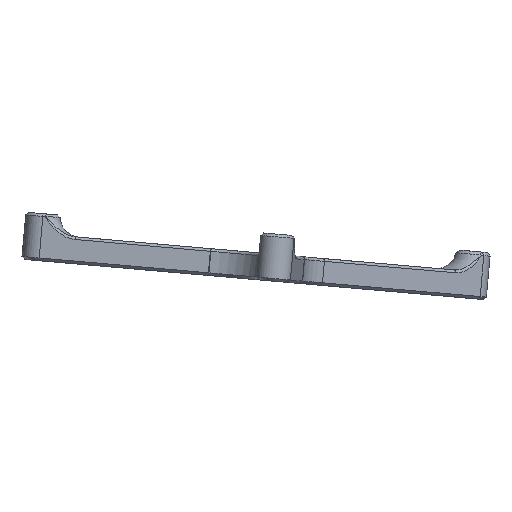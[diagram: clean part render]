
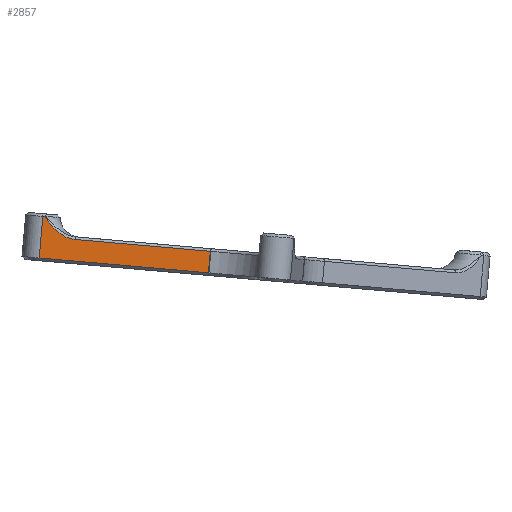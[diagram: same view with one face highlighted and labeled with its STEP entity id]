
A CAD part, left-side view. The second image highlights one B-rep face of the part: STEP entity #2857.
In plain terms, the highlighted planar face has unit normal (-1, 0.021, 0.002).
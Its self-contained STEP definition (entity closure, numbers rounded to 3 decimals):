
#41 = CARTESIAN_POINT ( 'NONE',  ( 53.354, 27.282, 29.592 ) ) ;
#119 = DIRECTION ( 'NONE',  ( -0.02, -1., 0. ) ) ;
#158 = DIRECTION ( 'NONE',  ( -1., 0.02, 0.002 ) ) ;
#453 = CARTESIAN_POINT ( 'NONE',  ( 53.843, 50.552, 36.568 ) ) ;
#471 = CARTESIAN_POINT ( 'NONE',  ( 53.354, 26.968, 33.178 ) ) ;
#552 = EDGE_CURVE ( 'NONE', #5254, #6448, #3552, .T. ) ;
#566 = CARTESIAN_POINT ( 'NONE',  ( 53.866, 51.55, 37.939 ) ) ;
#843 = VECTOR ( 'NONE', #3501, 1000. ) ;
#1109 = LINE ( 'NONE', #2919, #843 ) ;
#1147 = LINE ( 'NONE', #471, #5220 ) ;
#1308 = CARTESIAN_POINT ( 'NONE',  ( 53.873, 51.865, 37.966 ) ) ;
#1359 = VERTEX_POINT ( 'NONE', #41 ) ;
#1371 = VERTEX_POINT ( 'NONE', #3310 ) ;
#1565 = VERTEX_POINT ( 'NONE', #6000 ) ;
#1594 = VECTOR ( 'NONE', #5604, 1000. ) ;
#1852 = CARTESIAN_POINT ( 'NONE',  ( 53.873, 55.725, -6.159 ) ) ;
#1938 = VERTEX_POINT ( 'NONE', #4505 ) ;
#1962 = LINE ( 'NONE', #5482, #1594 ) ;
#2009 = VECTOR ( 'NONE', #4771, 1000. ) ;
#2091 = ORIENTED_EDGE ( 'NONE', *, *, #2765, .T. ) ;
#2153 = ORIENTED_EDGE ( 'NONE', *, *, #7288, .T. ) ;
#2202 = ORIENTED_EDGE ( 'NONE', *, *, #552, .T. ) ;
#2235 = CARTESIAN_POINT ( 'NONE',  ( 53.828, 49.881, 35.861 ) ) ;
#2239 = ORIENTED_EDGE ( 'NONE', *, *, #4591, .T. ) ;
#2274 = CARTESIAN_POINT ( 'NONE',  ( 53.807, 48.919, 35.118 ) ) ;
#2765 = EDGE_CURVE ( 'NONE', #1359, #5254, #1147, .T. ) ;
#2825 = CARTESIAN_POINT ( 'NONE',  ( 53.768, 47.064, 34.535 ) ) ;
#2857 = ADVANCED_FACE ( 'NONE', ( #7194 ), #3732, .T. ) ;
#2919 = CARTESIAN_POINT ( 'NONE',  ( 53.354, 27.282, 29.592 ) ) ;
#2934 = CARTESIAN_POINT ( 'NONE',  ( 53.854, 51.006, 37.135 ) ) ;
#2962 = CARTESIAN_POINT ( 'NONE',  ( 53.873, 52.126, 34.978 ) ) ;
#2968 = CARTESIAN_POINT ( 'NONE',  ( 53.84, 50.394, 36.384 ) ) ;
#3310 = CARTESIAN_POINT ( 'NONE',  ( 53.873, 51.865, 37.966 ) ) ;
#3501 = DIRECTION ( 'NONE',  ( -0.021, -0.996, -0.087 ) ) ;
#3538 = DIRECTION ( 'NONE',  ( 0., -0.087, 0.996 ) ) ;
#3552 = LINE ( 'NONE', #2962, #2009 ) ;
#3648 = ORIENTED_EDGE ( 'NONE', *, *, #7326, .T. ) ;
#3725 = CARTESIAN_POINT ( 'NONE',  ( 53.768, 47.064, 34.535 ) ) ;
#3732 = PLANE ( 'NONE',  #7448 ) ;
#3921 = ORIENTED_EDGE ( 'NONE', *, *, #4345, .F. ) ;
#4011 = B_SPLINE_CURVE_WITH_KNOTS ( 'NONE', 3,
 ( #2825, #5200, #4734, #2274, #4779, #2235, #4624, #2968, #453, #2934, #5240, #566 ),
 .UNSPECIFIED., .F., .F.,
 ( 4, 2, 2, 2, 2, 4 ),
 ( 0., 0.001, 0.003, 0.004, 0.004, 0.006 ),
 .UNSPECIFIED. ) ;
#4249 = DIRECTION ( 'NONE',  ( 0.021, 0.996, 0.087 ) ) ;
#4345 = EDGE_CURVE ( 'NONE', #1938, #1371, #1962, .T. ) ;
#4505 = CARTESIAN_POINT ( 'NONE',  ( 53.873, 52.405, 31.79 ) ) ;
#4591 = EDGE_CURVE ( 'NONE', #6448, #1565, #4011, .T. ) ;
#4624 = CARTESIAN_POINT ( 'NONE',  ( 53.832, 50.059, 36.032 ) ) ;
#4734 = CARTESIAN_POINT ( 'NONE',  ( 53.788, 48.025, 34.709 ) ) ;
#4771 = DIRECTION ( 'NONE',  ( 0.021, 0.996, 0.087 ) ) ;
#4779 = CARTESIAN_POINT ( 'NONE',  ( 53.816, 49.323, 35.387 ) ) ;
#4824 = CARTESIAN_POINT ( 'NONE',  ( 53.354, 27.003, 32.78 ) ) ;
#5200 = CARTESIAN_POINT ( 'NONE',  ( 53.778, 47.555, 34.578 ) ) ;
#5220 = VECTOR ( 'NONE', #3538, 1000. ) ;
#5240 = CARTESIAN_POINT ( 'NONE',  ( 53.86, 51.282, 37.534 ) ) ;
#5254 = VERTEX_POINT ( 'NONE', #4824 ) ;
#5482 = CARTESIAN_POINT ( 'NONE',  ( 53.873, 55.725, -6.159 ) ) ;
#5604 = DIRECTION ( 'NONE',  ( 0., -0.087, 0.996 ) ) ;
#6000 = CARTESIAN_POINT ( 'NONE',  ( 53.866, 51.55, 37.939 ) ) ;
#6044 = LINE ( 'NONE', #1308, #7699 ) ;
#6448 = VERTEX_POINT ( 'NONE', #3725 ) ;
#6722 = EDGE_LOOP ( 'NONE', ( #2239, #3648, #3921, #2153, #2091, #2202 ) ) ;
#7194 = FACE_OUTER_BOUND ( 'NONE', #6722, .T. ) ;
#7288 = EDGE_CURVE ( 'NONE', #1938, #1359, #1109, .T. ) ;
#7326 = EDGE_CURVE ( 'NONE', #1565, #1371, #6044, .T. ) ;
#7448 = AXIS2_PLACEMENT_3D ( 'NONE', #1852, #158, #119 ) ;
#7699 = VECTOR ( 'NONE', #4249, 1000. ) ;
